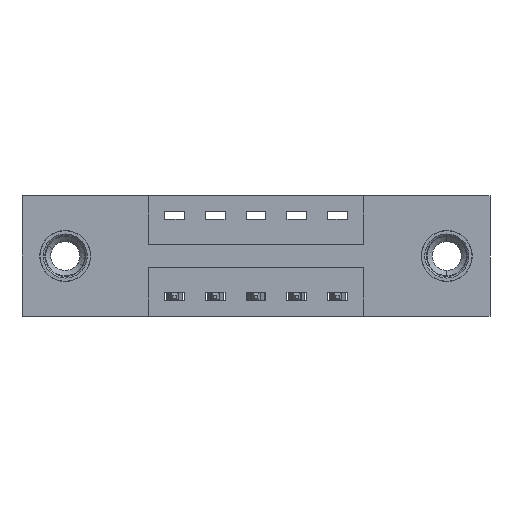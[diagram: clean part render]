
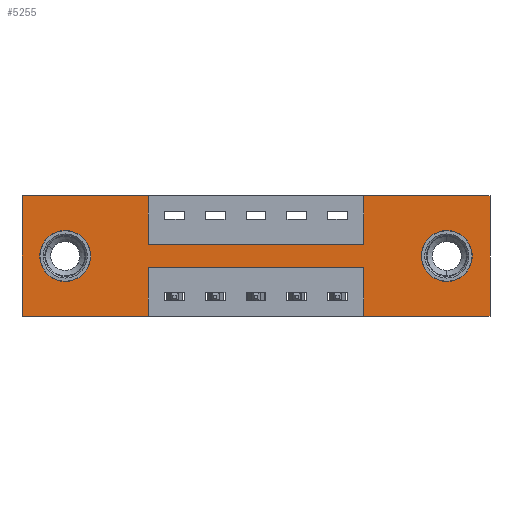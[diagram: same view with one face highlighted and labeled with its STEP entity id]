
A CAD part, front view. The second image highlights one B-rep face of the part: STEP entity #5255.
In plain terms, the highlighted planar face has unit normal (0, -1, 0).
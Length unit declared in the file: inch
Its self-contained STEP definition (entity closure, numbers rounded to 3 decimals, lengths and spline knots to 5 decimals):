
#75 = ORIENTED_EDGE ( 'NONE', *, *, #3662, .F. ) ;
#78 = VERTEX_POINT ( 'NONE', #2080 ) ;
#165 = AXIS2_PLACEMENT_3D ( 'NONE', #1547, #6565, #2264 ) ;
#204 = VERTEX_POINT ( 'NONE', #1194 ) ;
#293 = ORIENTED_EDGE ( 'NONE', *, *, #5562, .F. ) ;
#333 = PLANE ( 'NONE',  #2524 ) ;
#342 = ORIENTED_EDGE ( 'NONE', *, *, #496, .T. ) ;
#451 = CARTESIAN_POINT ( 'NONE',  ( 1.0475, 0., -0.15 ) ) ;
#496 = EDGE_CURVE ( 'NONE', #2609, #7710, #5031, .T. ) ;
#526 = ORIENTED_EDGE ( 'NONE', *, *, #1183, .F. ) ;
#568 = DIRECTION ( 'NONE',  ( 1., 0., 0. ) ) ;
#629 = AXIS2_PLACEMENT_3D ( 'NONE', #6793, #2499, #7500 ) ;
#710 = DIRECTION ( 'NONE',  ( 0., 1., 0. ) ) ;
#714 = EDGE_CURVE ( 'NONE', #204, #9268, #6787, .T. ) ;
#720 = CARTESIAN_POINT ( 'NONE',  ( 1.435, 0., 0. ) ) ;
#863 = CARTESIAN_POINT ( 'NONE',  ( 1.3025, 0., -0.263 ) ) ;
#913 = EDGE_LOOP ( 'NONE', ( #8375, #2342 ) ) ;
#936 = FACE_BOUND ( 'NONE', #913, .T. ) ;
#990 = VECTOR ( 'NONE', #6472, 39.37008 ) ;
#1084 = ORIENTED_EDGE ( 'NONE', *, *, #5447, .F. ) ;
#1183 = EDGE_CURVE ( 'NONE', #7708, #8122, #8905, .T. ) ;
#1186 = EDGE_CURVE ( 'NONE', #8122, #8907, #1301, .T. ) ;
#1194 = CARTESIAN_POINT ( 'NONE',  ( 0.1325, 0., -0.107 ) ) ;
#1213 = CARTESIAN_POINT ( 'NONE',  ( 1.3025, 0., -0.107 ) ) ;
#1225 = VECTOR ( 'NONE', #8605, 39.37008 ) ;
#1244 = LINE ( 'NONE', #5717, #9308 ) ;
#1260 = CARTESIAN_POINT ( 'NONE',  ( 0., 0., 0. ) ) ;
#1301 = LINE ( 'NONE', #3753, #4902 ) ;
#1380 = CARTESIAN_POINT ( 'NONE',  ( 1.435, 0., 0. ) ) ;
#1547 = CARTESIAN_POINT ( 'NONE',  ( 1.3025, 0., -0.185 ) ) ;
#1658 = DIRECTION ( 'NONE',  ( 0., 1., 0. ) ) ;
#2046 = AXIS2_PLACEMENT_3D ( 'NONE', #5953, #1658, #6668 ) ;
#2053 = LINE ( 'NONE', #5059, #9222 ) ;
#2080 = CARTESIAN_POINT ( 'NONE',  ( 1.0475, 0., -0.22 ) ) ;
#2257 = VERTEX_POINT ( 'NONE', #7821 ) ;
#2264 = DIRECTION ( 'NONE',  ( 0., 0., -1. ) ) ;
#2283 = ORIENTED_EDGE ( 'NONE', *, *, #7897, .F. ) ;
#2302 = EDGE_CURVE ( 'NONE', #2257, #78, #8367, .T. ) ;
#2342 = ORIENTED_EDGE ( 'NONE', *, *, #3769, .T. ) ;
#2370 = CARTESIAN_POINT ( 'NONE',  ( 0.3875, 0., -0.15 ) ) ;
#2499 = DIRECTION ( 'NONE',  ( 0., 1., 0. ) ) ;
#2524 = AXIS2_PLACEMENT_3D ( 'NONE', #8923, #7501, #3227 ) ;
#2609 = VERTEX_POINT ( 'NONE', #863 ) ;
#2658 = DIRECTION ( 'NONE',  ( 1., 0., 0. ) ) ;
#2813 = DIRECTION ( 'NONE',  ( 0., 0., -1. ) ) ;
#2829 = FACE_BOUND ( 'NONE', #6923, .T. ) ;
#2876 = ORIENTED_EDGE ( 'NONE', *, *, #3595, .F. ) ;
#2904 = EDGE_CURVE ( 'NONE', #2907, #4076, #3666, .T. ) ;
#2907 = VERTEX_POINT ( 'NONE', #451 ) ;
#2936 = LINE ( 'NONE', #6356, #6758 ) ;
#3146 = CARTESIAN_POINT ( 'NONE',  ( 0.1325, 0., -0.263 ) ) ;
#3169 = LINE ( 'NONE', #720, #8208 ) ;
#3227 = DIRECTION ( 'NONE',  ( 0., 0., -1. ) ) ;
#3435 = VECTOR ( 'NONE', #9054, 39.37008 ) ;
#3496 = ORIENTED_EDGE ( 'NONE', *, *, #1186, .F. ) ;
#3542 = LINE ( 'NONE', #6950, #5240 ) ;
#3595 = EDGE_CURVE ( 'NONE', #8907, #7800, #3542, .T. ) ;
#3633 = EDGE_LOOP ( 'NONE', ( #2283, #6986, #6624, #75, #7444, #4395, #7514, #1084, #293, #2876, #3496, #526 ) ) ;
#3662 = EDGE_CURVE ( 'NONE', #8722, #2257, #8566, .T. ) ;
#3666 = LINE ( 'NONE', #4055, #3435 ) ;
#3753 = CARTESIAN_POINT ( 'NONE',  ( 0., 0., 0. ) ) ;
#3769 = EDGE_CURVE ( 'NONE', #9268, #204, #5785, .T. ) ;
#3800 = CARTESIAN_POINT ( 'NONE',  ( 0., 0., -0.37 ) ) ;
#3952 = EDGE_CURVE ( 'NONE', #7710, #2609, #4460, .T. ) ;
#3973 = VERTEX_POINT ( 'NONE', #2370 ) ;
#4055 = CARTESIAN_POINT ( 'NONE',  ( 1.0475, 0., 0. ) ) ;
#4076 = VERTEX_POINT ( 'NONE', #6782 ) ;
#4127 = ORIENTED_EDGE ( 'NONE', *, *, #3952, .T. ) ;
#4154 = AXIS2_PLACEMENT_3D ( 'NONE', #5037, #710, #5732 ) ;
#4157 = CARTESIAN_POINT ( 'NONE',  ( 0.3875, 0., 0. ) ) ;
#4311 = DIRECTION ( 'NONE',  ( 0., 0., -1. ) ) ;
#4395 = ORIENTED_EDGE ( 'NONE', *, *, #8237, .F. ) ;
#4460 = CIRCLE ( 'NONE', #2046, 0.078 ) ;
#4506 = DIRECTION ( 'NONE',  ( 0., 0., 1. ) ) ;
#4902 = VECTOR ( 'NONE', #4506, 39.37008 ) ;
#5031 = CIRCLE ( 'NONE', #165, 0.078 ) ;
#5037 = CARTESIAN_POINT ( 'NONE',  ( 0.1325, 0., -0.185 ) ) ;
#5059 = CARTESIAN_POINT ( 'NONE',  ( 0.3875, 0., 0. ) ) ;
#5086 = DIRECTION ( 'NONE',  ( 0., 0., -1. ) ) ;
#5240 = VECTOR ( 'NONE', #7647, 39.37008 ) ;
#5255 = ADVANCED_FACE ( 'NONE', ( #2829, #936, #8323 ), #333, .T. ) ;
#5447 = EDGE_CURVE ( 'NONE', #3973, #2907, #2936, .T. ) ;
#5481 = VERTEX_POINT ( 'NONE', #1380 ) ;
#5562 = EDGE_CURVE ( 'NONE', #7800, #3973, #2053, .T. ) ;
#5717 = CARTESIAN_POINT ( 'NONE',  ( 0.3875, 0., -0.37 ) ) ;
#5732 = DIRECTION ( 'NONE',  ( 0., 0., 1. ) ) ;
#5743 = CARTESIAN_POINT ( 'NONE',  ( 1.0475, 0., -0.37 ) ) ;
#5785 = CIRCLE ( 'NONE', #4154, 0.078 ) ;
#5946 = VECTOR ( 'NONE', #2658, 39.37008 ) ;
#5953 = CARTESIAN_POINT ( 'NONE',  ( 1.3025, 0., -0.185 ) ) ;
#6175 = EDGE_CURVE ( 'NONE', #5481, #8722, #3169, .T. ) ;
#6356 = CARTESIAN_POINT ( 'NONE',  ( 0.3875, 0., -0.15 ) ) ;
#6455 = VECTOR ( 'NONE', #7716, 39.37008 ) ;
#6472 = DIRECTION ( 'NONE',  ( 0., 0., 1. ) ) ;
#6565 = DIRECTION ( 'NONE',  ( 0., 1., 0. ) ) ;
#6624 = ORIENTED_EDGE ( 'NONE', *, *, #2302, .F. ) ;
#6668 = DIRECTION ( 'NONE',  ( 0., 0., -1. ) ) ;
#6758 = VECTOR ( 'NONE', #568, 39.37008 ) ;
#6782 = CARTESIAN_POINT ( 'NONE',  ( 1.0475, 0., 0. ) ) ;
#6787 = CIRCLE ( 'NONE', #629, 0.078 ) ;
#6793 = CARTESIAN_POINT ( 'NONE',  ( 0.1325, 0., -0.185 ) ) ;
#6923 = EDGE_LOOP ( 'NONE', ( #4127, #342 ) ) ;
#6930 = LINE ( 'NONE', #7875, #1225 ) ;
#6950 = CARTESIAN_POINT ( 'NONE',  ( 0., 0., 0. ) ) ;
#6986 = ORIENTED_EDGE ( 'NONE', *, *, #8425, .F. ) ;
#7006 = CARTESIAN_POINT ( 'NONE',  ( 0., 0., -0.37 ) ) ;
#7316 = CARTESIAN_POINT ( 'NONE',  ( 0., 0., -0.37 ) ) ;
#7444 = ORIENTED_EDGE ( 'NONE', *, *, #6175, .F. ) ;
#7465 = CARTESIAN_POINT ( 'NONE',  ( 1.435, 0., -0.37 ) ) ;
#7500 = DIRECTION ( 'NONE',  ( 0., 0., 1. ) ) ;
#7501 = DIRECTION ( 'NONE',  ( 0., -1., 0. ) ) ;
#7514 = ORIENTED_EDGE ( 'NONE', *, *, #2904, .F. ) ;
#7647 = DIRECTION ( 'NONE',  ( 1., 0., 0. ) ) ;
#7708 = VERTEX_POINT ( 'NONE', #8300 ) ;
#7710 = VERTEX_POINT ( 'NONE', #1213 ) ;
#7716 = DIRECTION ( 'NONE',  ( -1., 0., 0. ) ) ;
#7800 = VERTEX_POINT ( 'NONE', #4157 ) ;
#7821 = CARTESIAN_POINT ( 'NONE',  ( 1.0475, 0., -0.37 ) ) ;
#7822 = LINE ( 'NONE', #8356, #5946 ) ;
#7875 = CARTESIAN_POINT ( 'NONE',  ( 0.3875, 0., -0.22 ) ) ;
#7897 = EDGE_CURVE ( 'NONE', #7913, #7708, #1244, .T. ) ;
#7913 = VERTEX_POINT ( 'NONE', #8578 ) ;
#8035 = DIRECTION ( 'NONE',  ( -1., 0., 0. ) ) ;
#8122 = VERTEX_POINT ( 'NONE', #3800 ) ;
#8208 = VECTOR ( 'NONE', #4311, 39.37008 ) ;
#8237 = EDGE_CURVE ( 'NONE', #4076, #5481, #7822, .T. ) ;
#8300 = CARTESIAN_POINT ( 'NONE',  ( 0.3875, 0., -0.37 ) ) ;
#8323 = FACE_OUTER_BOUND ( 'NONE', #3633, .T. ) ;
#8356 = CARTESIAN_POINT ( 'NONE',  ( 0., 0., 0. ) ) ;
#8367 = LINE ( 'NONE', #5743, #990 ) ;
#8375 = ORIENTED_EDGE ( 'NONE', *, *, #714, .T. ) ;
#8425 = EDGE_CURVE ( 'NONE', #78, #7913, #6930, .T. ) ;
#8566 = LINE ( 'NONE', #7006, #6455 ) ;
#8578 = CARTESIAN_POINT ( 'NONE',  ( 0.3875, 0., -0.22 ) ) ;
#8605 = DIRECTION ( 'NONE',  ( -1., 0., 0. ) ) ;
#8681 = VECTOR ( 'NONE', #8035, 39.37008 ) ;
#8722 = VERTEX_POINT ( 'NONE', #7465 ) ;
#8905 = LINE ( 'NONE', #7316, #8681 ) ;
#8907 = VERTEX_POINT ( 'NONE', #1260 ) ;
#8923 = CARTESIAN_POINT ( 'NONE',  ( 0., 0., -0.37 ) ) ;
#9054 = DIRECTION ( 'NONE',  ( 0., 0., 1. ) ) ;
#9222 = VECTOR ( 'NONE', #5086, 39.37008 ) ;
#9268 = VERTEX_POINT ( 'NONE', #3146 ) ;
#9308 = VECTOR ( 'NONE', #2813, 39.37008 ) ;
